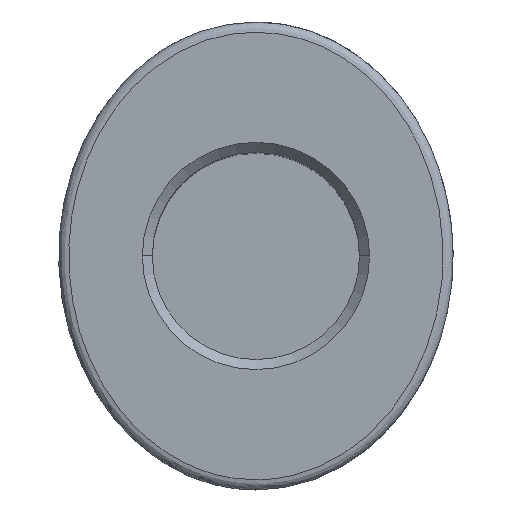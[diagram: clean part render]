
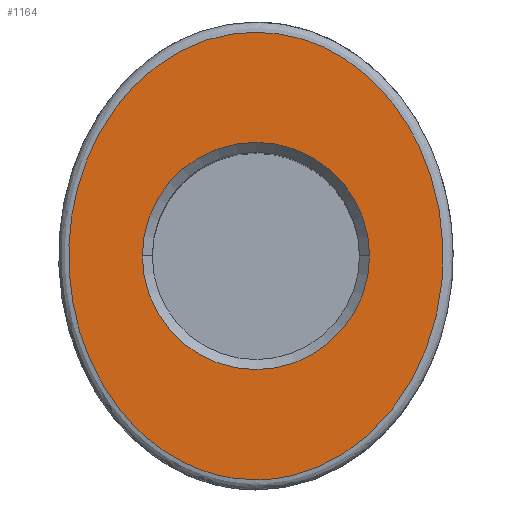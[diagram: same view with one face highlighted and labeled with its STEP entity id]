
A CAD part, top view. The second image highlights one B-rep face of the part: STEP entity #1164.
In plain terms, the highlighted face is planar.
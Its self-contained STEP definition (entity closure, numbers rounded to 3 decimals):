
#680=CARTESIAN_POINT('',(-3.404,-16.438,-0.075));
#681=VERTEX_POINT('',#680);
#690=CARTESIAN_POINT('',(3.396,-16.438,-0.075));
#691=VERTEX_POINT('',#690);
#692=CARTESIAN_POINT('',(-0.004,-16.438,-0.075));
#693=DIRECTION('',(0.0,-1.0,0.0));
#694=DIRECTION('',(-1.0,0.0,0.0));
#695=AXIS2_PLACEMENT_3D('',#692,#693,#694);
#696=CIRCLE('',#695,3.4);
#697=EDGE_CURVE('',#681,#691,#696,.T.);
#1093=CARTESIAN_POINT('',(-0.004,-16.438,-6.775));
#1094=VERTEX_POINT('',#1093);
#1102=CARTESIAN_POINT('',(-0.004,-16.438,-6.775));
#1103=CARTESIAN_POINT('',(-0.472,-16.438,-6.775));
#1104=CARTESIAN_POINT('',(-0.945,-16.438,-6.703));
#1105=CARTESIAN_POINT('',(-1.395,-16.438,-6.565));
#1106=CARTESIAN_POINT('',(-2.025,-16.438,-6.371));
#1107=CARTESIAN_POINT('',(-2.611,-16.438,-6.05));
#1108=CARTESIAN_POINT('',(-3.124,-16.438,-5.637));
#1109=CARTESIAN_POINT('',(-3.833,-16.438,-5.068));
#1110=CARTESIAN_POINT('',(-4.4,-16.438,-4.33));
#1111=CARTESIAN_POINT('',(-4.806,-16.438,-3.522));
#1112=CARTESIAN_POINT('',(-5.336,-16.438,-2.465));
#1113=CARTESIAN_POINT('',(-5.603,-16.438,-1.273));
#1114=CARTESIAN_POINT('',(-5.604,-16.438,-0.085));
#1115=CARTESIAN_POINT('',(-5.606,-16.438,1.206));
#1116=CARTESIAN_POINT('',(-5.297,-16.438,2.502));
#1117=CARTESIAN_POINT('',(-4.667,-16.438,3.635));
#1118=CARTESIAN_POINT('',(-3.997,-16.438,4.838));
#1119=CARTESIAN_POINT('',(-2.952,-16.438,5.845));
#1120=CARTESIAN_POINT('',(-1.663,-16.438,6.324));
#1121=CARTESIAN_POINT('',(-0.471,-16.438,6.767));
#1122=CARTESIAN_POINT('',(0.888,-16.438,6.702));
#1123=CARTESIAN_POINT('',(2.037,-16.438,6.164));
#1124=CARTESIAN_POINT('',(3.089,-16.438,5.67));
#1125=CARTESIAN_POINT('',(3.954,-16.438,4.817));
#1126=CARTESIAN_POINT('',(4.548,-16.438,3.825));
#1127=CARTESIAN_POINT('',(5.248,-16.438,2.655));
#1128=CARTESIAN_POINT('',(5.598,-16.438,1.282));
#1129=CARTESIAN_POINT('',(5.596,-16.438,-0.09));
#1130=CARTESIAN_POINT('',(5.593,-16.438,-1.479));
#1131=CARTESIAN_POINT('',(5.229,-16.438,-2.872));
#1132=CARTESIAN_POINT('',(4.502,-16.438,-4.051));
#1133=CARTESIAN_POINT('',(3.777,-16.438,-5.225));
#1134=CARTESIAN_POINT('',(2.659,-16.438,-6.187));
#1135=CARTESIAN_POINT('',(1.342,-16.438,-6.578));
#1136=CARTESIAN_POINT('',(0.907,-16.438,-6.707));
#1137=CARTESIAN_POINT('',(0.449,-16.438,-6.775));
#1138=CARTESIAN_POINT('',(-0.004,-16.438,-6.775));
#1139=B_SPLINE_CURVE_WITH_KNOTS('',3,(#1102,#1103,#1104,#1105,#1106,#1107,#1108,#1109,#1110,#1111,#1112,#1113,#1114,#1115,#1116,#1117,#1118,#1119,#1120,#1121,#1122,#1123,#1124,#1125,#1126,#1127,#1128,#1129,#1130,#1131,#1132,#1133,#1134,#1135,#1136,#1137,#1138),.UNSPECIFIED.,.T.,.U.,(4,3,3,3,3,3,3,3,3,3,3,3,4),(0.,0.229,0.549,0.991,1.57,2.198,2.866,3.483,4.048,4.714,5.389,6.061,6.283),.UNSPECIFIED.);
#1140=EDGE_CURVE('',#1094,#1094,#1139,.T.);
#1146=CARTESIAN_POINT('',(-0.004,-16.438,-7.075));
#1147=DIRECTION('',(0.0,-1.0,0.0));
#1148=DIRECTION('',(1.0,0.0,0.0));
#1149=AXIS2_PLACEMENT_3D('',#1146,#1147,#1148);
#1150=PLANE('',#1149);
#1151=ORIENTED_EDGE('',*,*,#1140,.F.);
#1152=EDGE_LOOP('',(#1151));
#1153=FACE_OUTER_BOUND('',#1152,.T.);
#1154=CARTESIAN_POINT('',(-0.004,-16.438,-0.075));
#1155=DIRECTION('',(0.0,-1.0,0.0));
#1156=DIRECTION('',(-1.0,0.0,0.0));
#1157=AXIS2_PLACEMENT_3D('',#1154,#1155,#1156);
#1158=CIRCLE('',#1157,3.4);
#1159=EDGE_CURVE('',#691,#681,#1158,.T.);
#1160=ORIENTED_EDGE('',*,*,#1159,.F.);
#1161=ORIENTED_EDGE('',*,*,#697,.F.);
#1162=EDGE_LOOP('',(#1160,#1161));
#1163=FACE_BOUND('',#1162,.T.);
#1164=ADVANCED_FACE('',(#1153,#1163),#1150,.T.);
